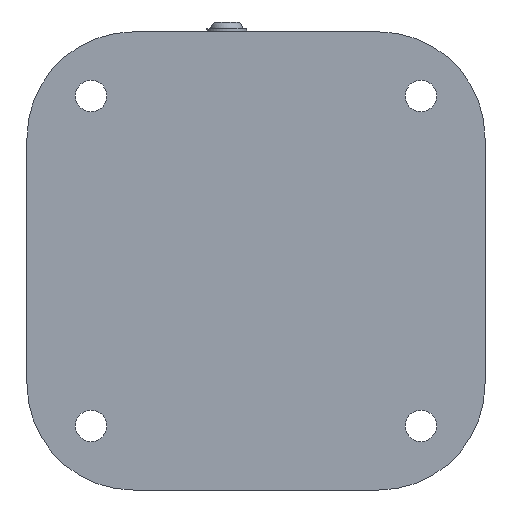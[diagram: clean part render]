
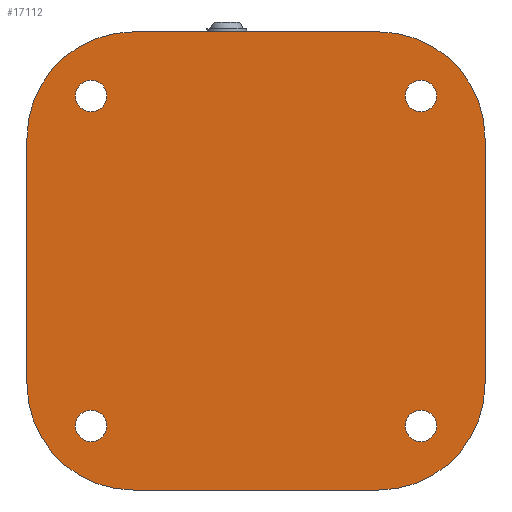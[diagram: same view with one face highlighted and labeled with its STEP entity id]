
A CAD part, front view. The second image highlights one B-rep face of the part: STEP entity #17112.
In plain terms, the highlighted planar face has unit normal (0, -1, 0).
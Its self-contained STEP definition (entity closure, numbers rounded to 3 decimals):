
#310 = DIRECTION ( 'NONE',  ( 0., -1., 0. ) ) ;
#638 = DIRECTION ( 'NONE',  ( 0., -1., 0. ) ) ;
#658 = CARTESIAN_POINT ( 'NONE',  ( 90., -10., -90. ) ) ;
#725 = LINE ( 'NONE', #5781, #9995 ) ;
#732 = AXIS2_PLACEMENT_3D ( 'NONE', #7256, #16231, #8971 ) ;
#782 = AXIS2_PLACEMENT_3D ( 'NONE', #21315, #12564, #10572 ) ;
#791 = VECTOR ( 'NONE', #12207, 1000. ) ;
#1009 = FACE_BOUND ( 'NONE', #1831, .T. ) ;
#1319 = CARTESIAN_POINT ( 'NONE',  ( 90., -10., -81.413 ) ) ;
#1326 = DIRECTION ( 'NONE',  ( 0., 0., -1. ) ) ;
#1502 = DIRECTION ( 'NONE',  ( 0., -1., 0. ) ) ;
#1662 = ORIENTED_EDGE ( 'NONE', *, *, #3782, .F. ) ;
#1831 = EDGE_LOOP ( 'NONE', ( #18861, #7522 ) ) ;
#1906 = CARTESIAN_POINT ( 'NONE',  ( 90., -10., 90. ) ) ;
#2005 = EDGE_CURVE ( 'NONE', #6239, #7350, #19387, .T. ) ;
#2042 = VERTEX_POINT ( 'NONE', #22347 ) ;
#2309 = DIRECTION ( 'NONE',  ( 0., 0., -1. ) ) ;
#3238 = DIRECTION ( 'NONE',  ( 0., -1., 0. ) ) ;
#3266 = CARTESIAN_POINT ( 'NONE',  ( -90., -10., 90. ) ) ;
#3562 = AXIS2_PLACEMENT_3D ( 'NONE', #3266, #1502, #6435 ) ;
#3566 = ORIENTED_EDGE ( 'NONE', *, *, #12455, .T. ) ;
#3657 = DIRECTION ( 'NONE',  ( 0., -1., 0. ) ) ;
#3680 = VERTEX_POINT ( 'NONE', #8937 ) ;
#3691 = VECTOR ( 'NONE', #4624, 1000. ) ;
#3782 = EDGE_CURVE ( 'NONE', #18804, #8727, #13421, .T. ) ;
#4076 = CIRCLE ( 'NONE', #4828, 8.587 ) ;
#4206 = CIRCLE ( 'NONE', #16516, 58. ) ;
#4241 = DIRECTION ( 'NONE',  ( 0., 0., -1. ) ) ;
#4503 = EDGE_CURVE ( 'NONE', #12641, #7804, #20134, .T. ) ;
#4520 = CARTESIAN_POINT ( 'NONE',  ( 67., -10., 125. ) ) ;
#4624 = DIRECTION ( 'NONE',  ( 1., 0., 0. ) ) ;
#4642 = PLANE ( 'NONE',  #14948 ) ;
#4706 = VERTEX_POINT ( 'NONE', #20035 ) ;
#4828 = AXIS2_PLACEMENT_3D ( 'NONE', #12226, #19337, #1326 ) ;
#5063 = LINE ( 'NONE', #4520, #791 ) ;
#5069 = ORIENTED_EDGE ( 'NONE', *, *, #5134, .T. ) ;
#5134 = EDGE_CURVE ( 'NONE', #13568, #17662, #5648, .T. ) ;
#5407 = DIRECTION ( 'NONE',  ( 0., 0., -1. ) ) ;
#5648 = CIRCLE ( 'NONE', #782, 58. ) ;
#5781 = CARTESIAN_POINT ( 'NONE',  ( -125., -10., 67. ) ) ;
#6080 = AXIS2_PLACEMENT_3D ( 'NONE', #1906, #6623, #13859 ) ;
#6128 = CIRCLE ( 'NONE', #3562, 8.587 ) ;
#6239 = VERTEX_POINT ( 'NONE', #16309 ) ;
#6268 = ORIENTED_EDGE ( 'NONE', *, *, #6724, .F. ) ;
#6277 = LINE ( 'NONE', #13163, #3691 ) ;
#6435 = DIRECTION ( 'NONE',  ( 0., 0., -1. ) ) ;
#6623 = DIRECTION ( 'NONE',  ( 0., -1., 0. ) ) ;
#6724 = EDGE_CURVE ( 'NONE', #9571, #4706, #19113, .T. ) ;
#6761 = DIRECTION ( 'NONE',  ( 0., 0., -1. ) ) ;
#6985 = ORIENTED_EDGE ( 'NONE', *, *, #17934, .T. ) ;
#7048 = VERTEX_POINT ( 'NONE', #18172 ) ;
#7090 = DIRECTION ( 'NONE',  ( 0., -1., 0. ) ) ;
#7256 = CARTESIAN_POINT ( 'NONE',  ( -90., -10., -90. ) ) ;
#7350 = VERTEX_POINT ( 'NONE', #12548 ) ;
#7522 = ORIENTED_EDGE ( 'NONE', *, *, #4503, .F. ) ;
#7637 = EDGE_LOOP ( 'NONE', ( #9343, #3566, #17742, #10706, #5069, #16113, #18546, #6985 ) ) ;
#7701 = DIRECTION ( 'NONE',  ( 0., -1., 0. ) ) ;
#7712 = LINE ( 'NONE', #22028, #21676 ) ;
#7804 = VERTEX_POINT ( 'NONE', #22882 ) ;
#7919 = CARTESIAN_POINT ( 'NONE',  ( -90., -10., -81.413 ) ) ;
#8069 = VERTEX_POINT ( 'NONE', #17853 ) ;
#8152 = FACE_BOUND ( 'NONE', #17773, .T. ) ;
#8703 = EDGE_CURVE ( 'NONE', #7048, #8069, #4206, .T. ) ;
#8727 = VERTEX_POINT ( 'NONE', #7919 ) ;
#8802 = EDGE_CURVE ( 'NONE', #7804, #12641, #16157, .T. ) ;
#8937 = CARTESIAN_POINT ( 'NONE',  ( -90., -10., 81.413 ) ) ;
#8971 = DIRECTION ( 'NONE',  ( 0., 0., -1. ) ) ;
#9145 = CARTESIAN_POINT ( 'NONE',  ( 90., -10., 81.413 ) ) ;
#9343 = ORIENTED_EDGE ( 'NONE', *, *, #2005, .T. ) ;
#9571 = VERTEX_POINT ( 'NONE', #1319 ) ;
#9839 = EDGE_CURVE ( 'NONE', #8727, #18804, #12082, .T. ) ;
#9886 = FACE_BOUND ( 'NONE', #10657, .T. ) ;
#9995 = VECTOR ( 'NONE', #4241, 1000. ) ;
#10077 = AXIS2_PLACEMENT_3D ( 'NONE', #14022, #17285, #20909 ) ;
#10572 = DIRECTION ( 'NONE',  ( 0., 0., -1. ) ) ;
#10657 = EDGE_LOOP ( 'NONE', ( #14906, #1662 ) ) ;
#10706 = ORIENTED_EDGE ( 'NONE', *, *, #13432, .T. ) ;
#10711 = AXIS2_PLACEMENT_3D ( 'NONE', #20164, #310, #21685 ) ;
#10856 = DIRECTION ( 'NONE',  ( 0., 0., 1. ) ) ;
#11432 = CARTESIAN_POINT ( 'NONE',  ( 67., -10., 125. ) ) ;
#11867 = CARTESIAN_POINT ( 'NONE',  ( -67., -10., 67. ) ) ;
#12032 = AXIS2_PLACEMENT_3D ( 'NONE', #658, #7701, #14931 ) ;
#12082 = CIRCLE ( 'NONE', #21754, 8.587 ) ;
#12207 = DIRECTION ( 'NONE',  ( -1., 0., 0. ) ) ;
#12226 = CARTESIAN_POINT ( 'NONE',  ( -90., -10., 90. ) ) ;
#12240 = VERTEX_POINT ( 'NONE', #22238 ) ;
#12455 = EDGE_CURVE ( 'NONE', #7350, #7048, #725, .T. ) ;
#12548 = CARTESIAN_POINT ( 'NONE',  ( -125., -10., 67. ) ) ;
#12564 = DIRECTION ( 'NONE',  ( 0., -1., 0. ) ) ;
#12641 = VERTEX_POINT ( 'NONE', #9145 ) ;
#13163 = CARTESIAN_POINT ( 'NONE',  ( -67., -10., -125. ) ) ;
#13421 = CIRCLE ( 'NONE', #732, 8.587 ) ;
#13432 = EDGE_CURVE ( 'NONE', #8069, #13568, #6277, .T. ) ;
#13531 = FACE_BOUND ( 'NONE', #15320, .T. ) ;
#13568 = VERTEX_POINT ( 'NONE', #18641 ) ;
#13715 = EDGE_CURVE ( 'NONE', #2042, #3680, #4076, .T. ) ;
#13859 = DIRECTION ( 'NONE',  ( 0., 0., -1. ) ) ;
#14022 = CARTESIAN_POINT ( 'NONE',  ( 90., -10., 90. ) ) ;
#14216 = DIRECTION ( 'NONE',  ( 0., 0., -1. ) ) ;
#14906 = ORIENTED_EDGE ( 'NONE', *, *, #9839, .F. ) ;
#14931 = DIRECTION ( 'NONE',  ( 0., 0., -1. ) ) ;
#14948 = AXIS2_PLACEMENT_3D ( 'NONE', #19011, #22359, #6761 ) ;
#15320 = EDGE_LOOP ( 'NONE', ( #6268, #20432 ) ) ;
#15617 = CARTESIAN_POINT ( 'NONE',  ( -90., -10., -98.587 ) ) ;
#15721 = DIRECTION ( 'NONE',  ( 0., 0., -1. ) ) ;
#15782 = VERTEX_POINT ( 'NONE', #11432 ) ;
#16113 = ORIENTED_EDGE ( 'NONE', *, *, #18504, .T. ) ;
#16155 = EDGE_CURVE ( 'NONE', #4706, #9571, #20777, .T. ) ;
#16157 = CIRCLE ( 'NONE', #6080, 8.587 ) ;
#16231 = DIRECTION ( 'NONE',  ( 0., -1., 0. ) ) ;
#16235 = CIRCLE ( 'NONE', #18833, 58. ) ;
#16309 = CARTESIAN_POINT ( 'NONE',  ( -67., -10., 125. ) ) ;
#16516 = AXIS2_PLACEMENT_3D ( 'NONE', #16652, #638, #2309 ) ;
#16538 = ORIENTED_EDGE ( 'NONE', *, *, #13715, .F. ) ;
#16652 = CARTESIAN_POINT ( 'NONE',  ( -67., -10., -67. ) ) ;
#17010 = FACE_OUTER_BOUND ( 'NONE', #7637, .T. ) ;
#17112 = ADVANCED_FACE ( 'NONE', ( #13531, #8152, #17010, #1009, #9886 ), #4642, .T. ) ;
#17222 = ORIENTED_EDGE ( 'NONE', *, *, #21972, .F. ) ;
#17285 = DIRECTION ( 'NONE',  ( 0., -1., 0. ) ) ;
#17662 = VERTEX_POINT ( 'NONE', #20076 ) ;
#17742 = ORIENTED_EDGE ( 'NONE', *, *, #8703, .T. ) ;
#17773 = EDGE_LOOP ( 'NONE', ( #16538, #17222 ) ) ;
#17853 = CARTESIAN_POINT ( 'NONE',  ( -67., -10., -125. ) ) ;
#17934 = EDGE_CURVE ( 'NONE', #15782, #6239, #5063, .T. ) ;
#18172 = CARTESIAN_POINT ( 'NONE',  ( -125., -10., -67. ) ) ;
#18504 = EDGE_CURVE ( 'NONE', #17662, #12240, #7712, .T. ) ;
#18546 = ORIENTED_EDGE ( 'NONE', *, *, #21359, .T. ) ;
#18641 = CARTESIAN_POINT ( 'NONE',  ( 67., -10., -125. ) ) ;
#18804 = VERTEX_POINT ( 'NONE', #15617 ) ;
#18833 = AXIS2_PLACEMENT_3D ( 'NONE', #23047, #7090, #14216 ) ;
#18861 = ORIENTED_EDGE ( 'NONE', *, *, #8802, .F. ) ;
#19011 = CARTESIAN_POINT ( 'NONE',  ( -67., -10., 67. ) ) ;
#19113 = CIRCLE ( 'NONE', #12032, 8.587 ) ;
#19337 = DIRECTION ( 'NONE',  ( 0., -1., 0. ) ) ;
#19387 = CIRCLE ( 'NONE', #20064, 58. ) ;
#20035 = CARTESIAN_POINT ( 'NONE',  ( 90., -10., -98.587 ) ) ;
#20064 = AXIS2_PLACEMENT_3D ( 'NONE', #11867, #3238, #15721 ) ;
#20076 = CARTESIAN_POINT ( 'NONE',  ( 125., -10., -67. ) ) ;
#20134 = CIRCLE ( 'NONE', #10077, 8.587 ) ;
#20164 = CARTESIAN_POINT ( 'NONE',  ( 90., -10., -90. ) ) ;
#20432 = ORIENTED_EDGE ( 'NONE', *, *, #16155, .F. ) ;
#20777 = CIRCLE ( 'NONE', #10711, 8.587 ) ;
#20909 = DIRECTION ( 'NONE',  ( 0., 0., -1. ) ) ;
#21315 = CARTESIAN_POINT ( 'NONE',  ( 67., -10., -67. ) ) ;
#21359 = EDGE_CURVE ( 'NONE', #12240, #15782, #16235, .T. ) ;
#21403 = CARTESIAN_POINT ( 'NONE',  ( -90., -10., -90. ) ) ;
#21676 = VECTOR ( 'NONE', #10856, 1000. ) ;
#21685 = DIRECTION ( 'NONE',  ( 0., 0., -1. ) ) ;
#21754 = AXIS2_PLACEMENT_3D ( 'NONE', #21403, #3657, #5407 ) ;
#21972 = EDGE_CURVE ( 'NONE', #3680, #2042, #6128, .T. ) ;
#22028 = CARTESIAN_POINT ( 'NONE',  ( 125., -10., -67. ) ) ;
#22238 = CARTESIAN_POINT ( 'NONE',  ( 125., -10., 67. ) ) ;
#22347 = CARTESIAN_POINT ( 'NONE',  ( -90., -10., 98.587 ) ) ;
#22359 = DIRECTION ( 'NONE',  ( 0., -1., 0. ) ) ;
#22882 = CARTESIAN_POINT ( 'NONE',  ( 90., -10., 98.587 ) ) ;
#23047 = CARTESIAN_POINT ( 'NONE',  ( 67., -10., 67. ) ) ;
